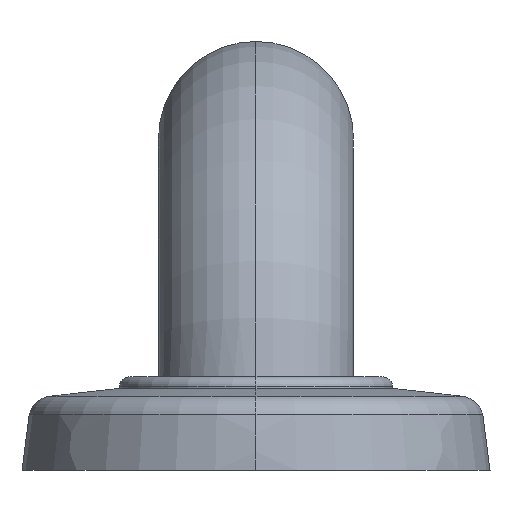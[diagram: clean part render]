
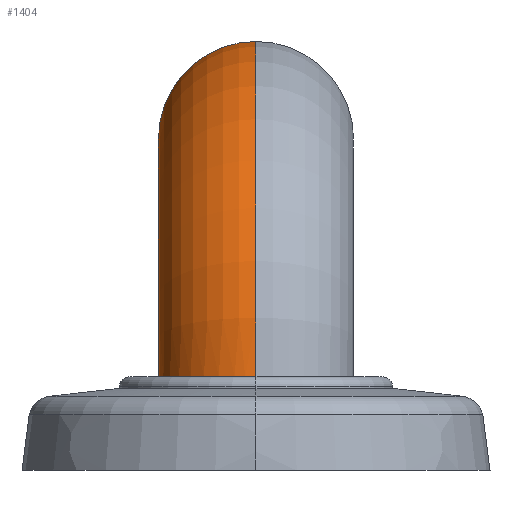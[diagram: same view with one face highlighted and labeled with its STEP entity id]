
A CAD part, left-side view. The second image highlights one B-rep face of the part: STEP entity #1404.
In plain terms, the highlighted toroidal (fillet/blend) face has major radius 41.275 mm and minor radius 15.875 mm.
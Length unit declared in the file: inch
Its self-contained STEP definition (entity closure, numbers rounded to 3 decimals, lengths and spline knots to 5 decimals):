
#365=CARTESIAN_POINT('',(-19.375,0.,0.5));
#366=DIRECTION('',(0.,1.,0.));
#367=DIRECTION('',(-0.995,0.,0.1));
#368=AXIS2_PLACEMENT_3D('',#365,#366,#367);
#370=CARTESIAN_POINT('',(-19.375,0.,2.125));
#371=DIRECTION('',(1.,0.,0.));
#372=DIRECTION('',(0.,0.,-1.));
#373=AXIS2_PLACEMENT_3D('',#370,#371,#372);
#375=CARTESIAN_POINT('',(-19.375,0.,2.125));
#376=DIRECTION('',(1.,0.,0.));
#377=DIRECTION('',(0.,1.,0.));
#378=AXIS2_PLACEMENT_3D('',#375,#376,#377);
#380=CARTESIAN_POINT('',(-20.36999,0.,0.6));
#381=CARTESIAN_POINT('',(-20.36999,0.01519,0.6));
#382=CARTESIAN_POINT('',(-20.3711,0.04548,0.6));
#383=CARTESIAN_POINT('',(-20.37609,0.09079,0.6));
#384=CARTESIAN_POINT('',(-20.38437,0.13556,0.6));
#385=CARTESIAN_POINT('',(-20.39593,0.17969,0.6));
#386=CARTESIAN_POINT('',(-20.41066,0.22282,0.6));
#387=CARTESIAN_POINT('',(-20.42855,0.26487,0.6));
#388=CARTESIAN_POINT('',(-20.44944,0.30543,0.6));
#389=CARTESIAN_POINT('',(-20.4733,0.34449,0.6));
#390=CARTESIAN_POINT('',(-20.49991,0.38164,0.6));
#391=CARTESIAN_POINT('',(-20.52925,0.41685,0.6));
#392=CARTESIAN_POINT('',(-20.56103,0.44978,0.6));
#393=CARTESIAN_POINT('',(-20.5952,0.48037,0.6));
#394=CARTESIAN_POINT('',(-20.63148,0.50836,0.6));
#395=CARTESIAN_POINT('',(-20.66974,0.53365,0.6));
#396=CARTESIAN_POINT('',(-20.70975,0.55609,0.6));
#397=CARTESIAN_POINT('',(-20.75127,0.57554,0.6));
#398=CARTESIAN_POINT('',(-20.79415,0.59193,0.6));
#399=CARTESIAN_POINT('',(-20.83804,0.60513,0.6));
#400=CARTESIAN_POINT('',(-20.88285,0.61511,0.6));
#401=CARTESIAN_POINT('',(-20.92816,0.62178,0.6));
#402=CARTESIAN_POINT('',(-20.97394,0.62514,0.6));
#403=CARTESIAN_POINT('',(-21.01972,0.62514,0.6));
#404=CARTESIAN_POINT('',(-21.06547,0.6218,0.6));
#405=CARTESIAN_POINT('',(-21.11075,0.61515,0.6));
#406=CARTESIAN_POINT('',(-21.1555,0.6052,0.6));
#407=CARTESIAN_POINT('',(-21.19931,0.59203,0.6));
#408=CARTESIAN_POINT('',(-21.2421,0.57568,0.6));
#409=CARTESIAN_POINT('',(-21.28353,0.55627,0.6));
#410=CARTESIAN_POINT('',(-21.32344,0.53389,0.6));
#411=CARTESIAN_POINT('',(-21.36161,0.50866,0.6));
#412=CARTESIAN_POINT('',(-21.3978,0.48073,0.6));
#413=CARTESIAN_POINT('',(-21.43189,0.45021,0.6));
#414=CARTESIAN_POINT('',(-21.4636,0.41734,0.6));
#415=CARTESIAN_POINT('',(-21.49288,0.38218,0.6));
#416=CARTESIAN_POINT('',(-21.51945,0.34506,0.6));
#417=CARTESIAN_POINT('',(-21.54329,0.30602,0.6));
#418=CARTESIAN_POINT('',(-21.56417,0.26544,0.6));
#419=CARTESIAN_POINT('',(-21.58206,0.22335,0.6));
#420=CARTESIAN_POINT('',(-21.5968,0.18016,0.6));
#421=CARTESIAN_POINT('',(-21.60837,0.13593,0.6));
#422=CARTESIAN_POINT('',(-21.61666,0.09105,0.6));
#423=CARTESIAN_POINT('',(-21.62167,0.04561,0.6));
#424=CARTESIAN_POINT('',(-21.62278,0.01524,0.6));
#425=CARTESIAN_POINT('',(-21.62278,0.,0.6));
#592=CARTESIAN_POINT('',(-19.375,0.,0.5));
#593=DIRECTION('',(0.,1.,0.));
#594=DIRECTION('',(-0.999,0.,0.044));
#595=AXIS2_PLACEMENT_3D('',#592,#593,#594);
#1044=CARTESIAN_POINT('',(-19.375,0.,1.5));
#1045=CARTESIAN_POINT('',(-19.375,0.625,2.125));
#1046=VERTEX_POINT('',#1044);
#1047=VERTEX_POINT('',#1045);
#1048=CARTESIAN_POINT('',(-19.375,0.,2.75));
#1050=VERTEX_POINT('',#1048);
#1062=VERTEX_POINT('',#380);
#1063=VERTEX_POINT('',#425);
#1389=CARTESIAN_POINT('',(-19.375,0.,0.5));
#1390=DIRECTION('',(0.,1.,0.));
#1391=DIRECTION('',(1.,0.,0.));
#1392=AXIS2_PLACEMENT_3D('',#1389,#1390,#1391);
#1393=TOROIDAL_SURFACE('',#1392,1.625,0.625);
#1395=ORIENTED_EDGE('',*,*,#1394,.F.);
#1397=ORIENTED_EDGE('',*,*,#1396,.T.);
#1398=ORIENTED_EDGE('',*,*,#1381,.T.);
#1399=ORIENTED_EDGE('',*,*,#1379,.T.);
#1401=ORIENTED_EDGE('',*,*,#1400,.F.);
#1402=EDGE_LOOP('',(#1395,#1397,#1398,#1399,#1401));
#1403=FACE_OUTER_BOUND('',#1402,.F.);
#1404=ADVANCED_FACE('',(#1403),#1393,.T.);
#369=CIRCLE('',#368,1.);
#374=CIRCLE('',#373,0.625);
#379=CIRCLE('',#378,0.625);
#426=B_SPLINE_CURVE_WITH_KNOTS('',3,(#380,#381,#382,#383,#384,#385,#386,#387,
#388,#389,#390,#391,#392,#393,#394,#395,#396,#397,#398,#399,#400,#401,#402,#403,
#404,#405,#406,#407,#408,#409,#410,#411,#412,#413,#414,#415,#416,#417,#418,#419,
#420,#421,#422,#423,#424,#425),.UNSPECIFIED.,.F.,.F.,(4,1,1,1,1,1,1,1,1,1,1,1,1,
1,1,1,1,1,1,1,1,1,1,1,1,1,1,1,1,1,1,1,1,1,1,1,1,1,1,1,1,1,1,4),(0.,
0.02326,0.04651,0.06977,0.09302,
0.11628,0.13953,0.16279,0.18605,
0.2093,0.23256,0.25581,0.27907,
0.30233,0.32558,0.34884,0.37209,
0.39535,0.4186,0.44186,0.46512,
0.48837,0.51163,0.53488,0.55814,
0.5814,0.60465,0.62791,0.65116,
0.67442,0.69767,0.72093,0.74419,
0.76744,0.7907,0.81395,0.83721,
0.86047,0.88372,0.90698,0.93023,
0.95349,0.97674,1.),.UNSPECIFIED.);
#596=CIRCLE('',#595,2.25);
#1379=EDGE_CURVE('',#1047,#1050,#379,.T.);
#1381=EDGE_CURVE('',#1046,#1047,#374,.T.);
#1394=EDGE_CURVE('',#1062,#1063,#426,.T.);
#1396=EDGE_CURVE('',#1062,#1046,#369,.T.);
#1400=EDGE_CURVE('',#1063,#1050,#596,.T.);
